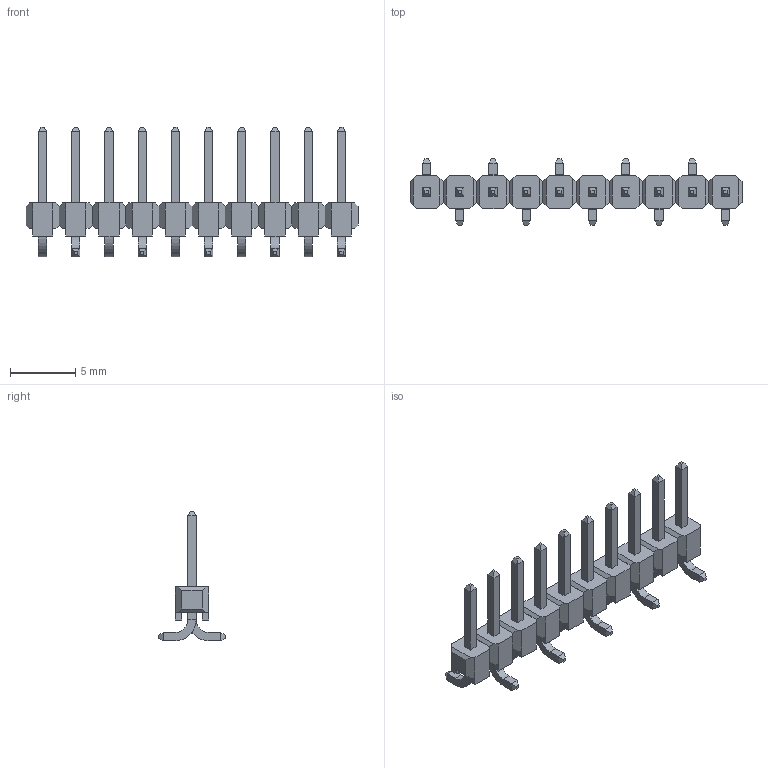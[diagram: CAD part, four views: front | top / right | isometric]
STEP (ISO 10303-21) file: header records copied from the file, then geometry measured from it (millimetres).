
FILE_DESCRIPTION(('FreeCAD Model'),'2;1');
FILE_NAME('HEADER_M_2.54MM_1R10P_0.230H_ST_AU_SMT.step','2017-08-09T12:42:31',( 'kicad StepUp'),('ksu MCAD'),'Open CASCADE STEP processor 6.8', 'FreeCAD','Unknown');
FILE_SCHEMA(('AUTOMOTIVE_DESIGN_CC2 { 1 2 10303 214 -1 1 5 4 }'));
Length unit declared in the file: millimetre
Products named in the file (2): ASSEMBLY; HEADER_M_2.54MM_1R10P_0.230H_ST_AU_SMT
Assembly tree (1 placements, depth 2):
  ASSEMBLY
    HEADER_M_2.54MM_1R10P_0.230H_ST_AU_SMT
Bounding box: 25.4 x 5.08 x 9.93 mm (x, y, z)
Volume: 160.6 mm3; surface area: 527.2 mm2
Topology: 1 solids, 1 shells, 462 faces, 1204 edges, 764 vertices
Faces by surface type: plane 442, cylinder 20
Entity records: 17006 total; most frequent: CARTESIAN_POINT 2432, ORIENTED_EDGE 2408, DIRECTION 2172, EDGE_CURVE 1204, LINE 1164, VECTOR 1164, VERTEX_POINT 764, AXIS2_PLACEMENT_3D 504
